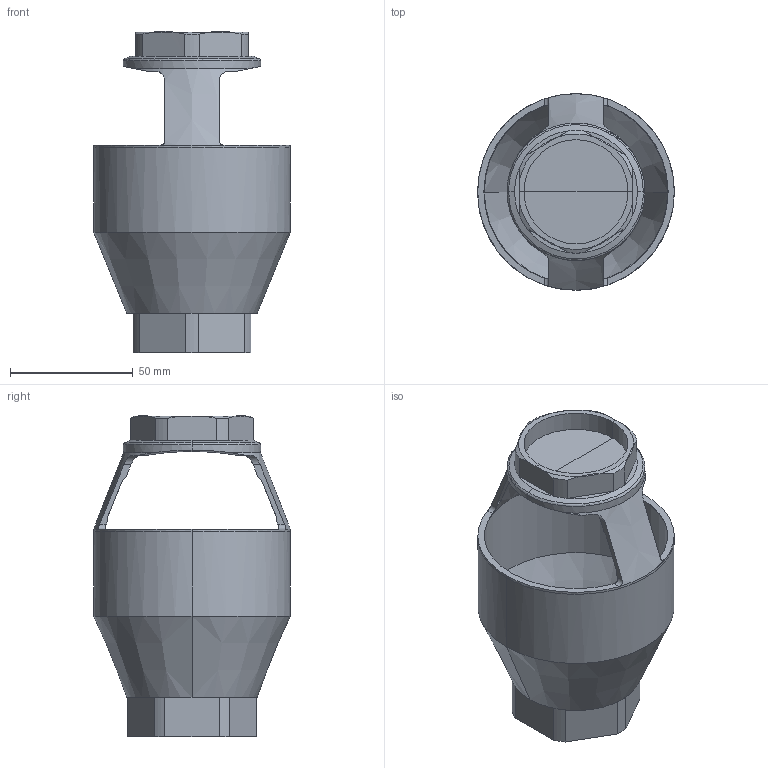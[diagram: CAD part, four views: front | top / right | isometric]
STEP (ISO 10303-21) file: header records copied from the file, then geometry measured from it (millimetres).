
FILE_DESCRIPTION(/* description */ (''),/* implementation_level */ '2;1');
FILE_NAME(/* name */ '552070 (STP).stp',/* time_stamp */ '2017-03-07T09:27:34+01:00',/* author */ ('UFFTEC'),/* organization */ (''),/* preprocessor_version */ 'ST-DEVELOPER v15.2',/* originating_system */ 'Autodesk Inventor 2014',/* authorisation */ '');
FILE_SCHEMA (('AUTOMOTIVE_DESIGN { 1 0 10303 214 3 1 1 }'));
Length unit declared in the file: millimetre
Products named in the file (3): Parte19; Parte21; Assieme5
Bounding box: 80 x 80 x 130.78 mm (x, y, z)
Volume: 83178.3 mm3; surface area: 55193.5 mm2
Topology: 2 solids, 2 shells, 112 faces, 292 edges, 183 vertices
Faces by surface type: plane 48, cylinder 42, cone 20, torus 2
Entity records: 3702 total; most frequent: CARTESIAN_POINT 1106, ORIENTED_EDGE 552, DIRECTION 538, EDGE_CURVE 276, AXIS2_PLACEMENT_3D 213, VERTEX_POINT 175, LINE 112, VECTOR 112
